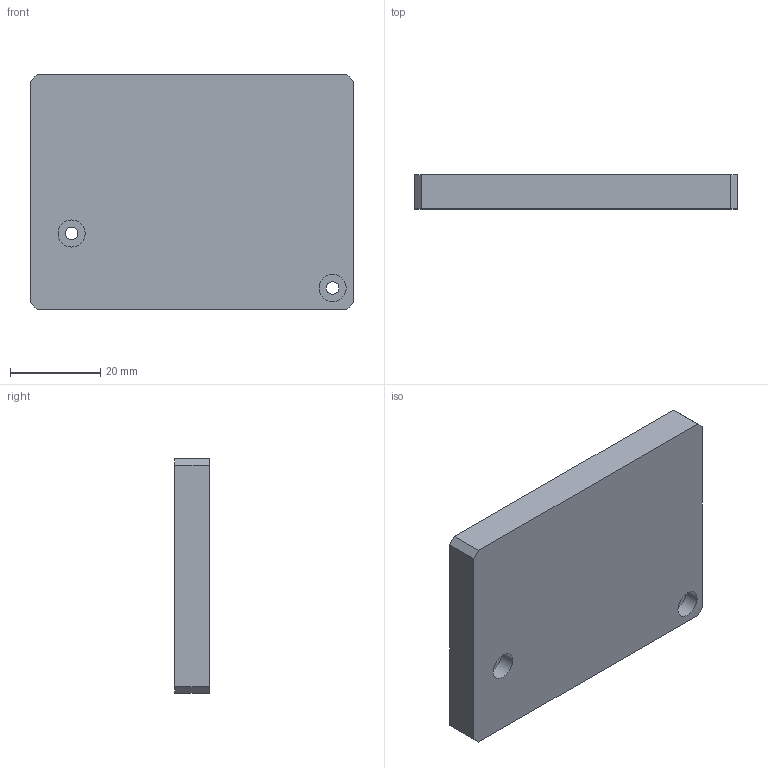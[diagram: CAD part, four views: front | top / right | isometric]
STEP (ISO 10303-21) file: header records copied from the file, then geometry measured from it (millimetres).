
FILE_DESCRIPTION(/* description */ (''),/* implementation_level */ '2;1');
FILE_NAME(/* name */ 'Arduino_nano-Writer カバー下.step',/* time_stamp */ '2021-02-20T14:31:00+09:00',/* author */ (''),/* organization */ (''),/* preprocessor_version */ 'ST-DEVELOPER v18.1',/* originating_system */ 'Autodesk Translation Framework v9.7.1.1290',/* authorisation */ '');
FILE_SCHEMA (('AUTOMOTIVE_DESIGN { 1 0 10303 214 3 1 1 }'));
Length unit declared in the file: millimetre
Products named in the file (1): カバー
Bounding box: 71.56 x 7.61 x 51.95 mm (x, y, z)
Volume: 12103.8 mm3; surface area: 10639.5 mm2
Topology: 1 solids, 1 shells, 47 faces, 110 edges, 70 vertices
Faces by surface type: plane 32, cylinder 13, torus 2
Full cylindrical faces by diameter (mm): 2.8 x2, 5.5 x1, 6 x2
Entity records: 1414 total; most frequent: CARTESIAN_POINT 258, DIRECTION 230, ORIENTED_EDGE 220, EDGE_CURVE 110, LINE 82, VECTOR 82, AXIS2_PLACEMENT_3D 74, VERTEX_POINT 70
